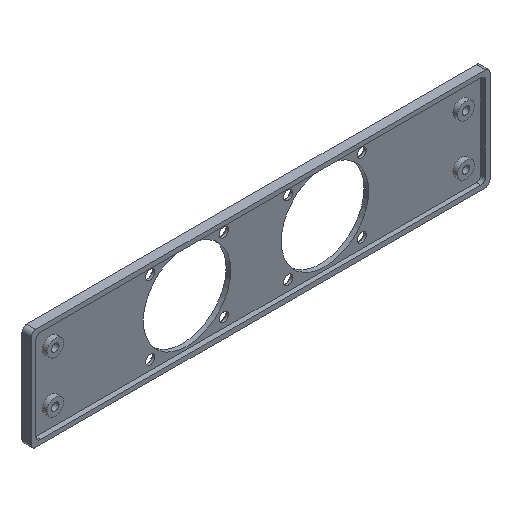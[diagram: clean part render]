
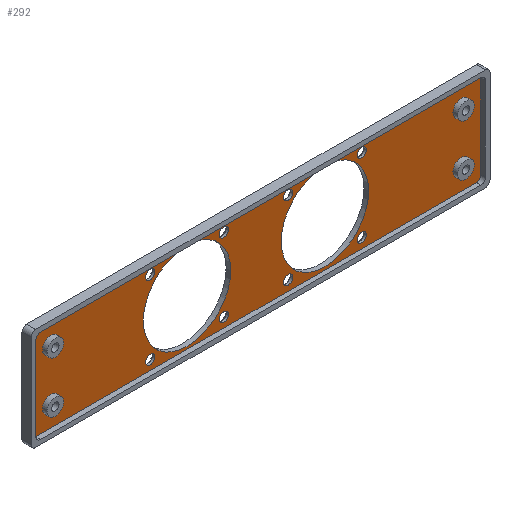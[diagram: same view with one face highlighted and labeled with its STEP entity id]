
A CAD part, isometric view. The second image highlights one B-rep face of the part: STEP entity #292.
In plain terms, the highlighted planar face has unit normal (0, -1, 0).
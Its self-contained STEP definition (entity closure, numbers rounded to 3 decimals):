
#27=CARTESIAN_POINT('',(-425.8,-78.,316.75));
#28=DIRECTION('',(0.,-1.,0.));
#29=DIRECTION('',(0.,0.,-1.));
#30=AXIS2_PLACEMENT_3D('',#27,#28,#29);
#31=PLANE('',#30);
#32=CARTESIAN_POINT('',(-456.,-78.,385.08));
#33=VERTEX_POINT('',#32);
#34=CARTESIAN_POINT('',(-458.,-78.,385.08));
#35=DIRECTION('',(0.,-1.,0.));
#36=DIRECTION('',(1.,0.,0.));
#37=AXIS2_PLACEMENT_3D('',#34,#35,#36);
#38=CIRCLE('',#37,2.);
#39=EDGE_CURVE('',#33,#33,#38,.T.);
#40=ORIENTED_EDGE('',*,*,#39,.F.);
#41=EDGE_LOOP('',(#40));
#42=FACE_BOUND('',#41,.T.);
#43=CARTESIAN_POINT('',(-396.,-78.,385.08));
#44=VERTEX_POINT('',#43);
#45=CARTESIAN_POINT('',(-398.,-78.,385.08));
#46=DIRECTION('',(0.,-1.,0.));
#47=DIRECTION('',(1.,0.,0.));
#48=AXIS2_PLACEMENT_3D('',#45,#46,#47);
#49=CIRCLE('',#48,2.);
#50=EDGE_CURVE('',#44,#44,#49,.T.);
#51=ORIENTED_EDGE('',*,*,#50,.F.);
#52=EDGE_LOOP('',(#51));
#53=FACE_BOUND('',#52,.T.);
#54=CARTESIAN_POINT('',(-424.,-78.,385.08));
#55=VERTEX_POINT('',#54);
#56=CARTESIAN_POINT('',(-426.,-78.,385.08));
#57=DIRECTION('',(0.,-1.,0.));
#58=DIRECTION('',(1.,0.,0.));
#59=AXIS2_PLACEMENT_3D('',#56,#57,#58);
#60=CIRCLE('',#59,2.);
#61=EDGE_CURVE('',#55,#55,#60,.T.);
#62=ORIENTED_EDGE('',*,*,#61,.F.);
#63=EDGE_LOOP('',(#62));
#64=FACE_BOUND('',#63,.T.);
#65=CARTESIAN_POINT('',(-456.,-78.,353.08));
#66=VERTEX_POINT('',#65);
#67=CARTESIAN_POINT('',(-458.,-78.,353.08));
#68=DIRECTION('',(0.,-1.,0.));
#69=DIRECTION('',(1.,0.,0.));
#70=AXIS2_PLACEMENT_3D('',#67,#68,#69);
#71=CIRCLE('',#70,2.);
#72=EDGE_CURVE('',#66,#66,#71,.T.);
#73=ORIENTED_EDGE('',*,*,#72,.F.);
#74=EDGE_LOOP('',(#73));
#75=FACE_BOUND('',#74,.T.);
#76=CARTESIAN_POINT('',(-364.,-78.,385.08));
#77=VERTEX_POINT('',#76);
#78=CARTESIAN_POINT('',(-366.,-78.,385.08));
#79=DIRECTION('',(0.,-1.,0.));
#80=DIRECTION('',(1.,0.,0.));
#81=AXIS2_PLACEMENT_3D('',#78,#79,#80);
#82=CIRCLE('',#81,2.);
#83=EDGE_CURVE('',#77,#77,#82,.T.);
#84=ORIENTED_EDGE('',*,*,#83,.F.);
#85=EDGE_LOOP('',(#84));
#86=FACE_BOUND('',#85,.T.);
#87=CARTESIAN_POINT('',(-424.,-78.,353.08));
#88=VERTEX_POINT('',#87);
#89=CARTESIAN_POINT('',(-426.,-78.,353.08));
#90=DIRECTION('',(0.,-1.,0.));
#91=DIRECTION('',(1.,0.,0.));
#92=AXIS2_PLACEMENT_3D('',#89,#90,#91);
#93=CIRCLE('',#92,2.);
#94=EDGE_CURVE('',#88,#88,#93,.T.);
#95=ORIENTED_EDGE('',*,*,#94,.F.);
#96=EDGE_LOOP('',(#95));
#97=FACE_BOUND('',#96,.T.);
#98=CARTESIAN_POINT('',(-364.,-78.,353.08));
#99=VERTEX_POINT('',#98);
#100=CARTESIAN_POINT('',(-366.,-78.,353.08));
#101=DIRECTION('',(0.,-1.,0.));
#102=DIRECTION('',(1.,0.,0.));
#103=AXIS2_PLACEMENT_3D('',#100,#101,#102);
#104=CIRCLE('',#103,2.);
#105=EDGE_CURVE('',#99,#99,#104,.T.);
#106=ORIENTED_EDGE('',*,*,#105,.F.);
#107=EDGE_LOOP('',(#106));
#108=FACE_BOUND('',#107,.T.);
#109=CARTESIAN_POINT('',(-396.,-78.,353.08));
#110=VERTEX_POINT('',#109);
#111=CARTESIAN_POINT('',(-398.,-78.,353.08));
#112=DIRECTION('',(0.,-1.,0.));
#113=DIRECTION('',(1.,0.,0.));
#114=AXIS2_PLACEMENT_3D('',#111,#112,#113);
#115=CIRCLE('',#114,2.);
#116=EDGE_CURVE('',#110,#110,#115,.T.);
#117=ORIENTED_EDGE('',*,*,#116,.F.);
#118=EDGE_LOOP('',(#117));
#119=FACE_BOUND('',#118,.T.);
#120=CARTESIAN_POINT('',(-423.,-78.,369.08));
#121=VERTEX_POINT('',#120);
#122=CARTESIAN_POINT('',(-442.,-78.,369.08));
#123=DIRECTION('',(0.,-1.,0.));
#124=DIRECTION('',(1.,0.,0.));
#125=AXIS2_PLACEMENT_3D('',#122,#123,#124);
#126=CIRCLE('',#125,19.);
#127=EDGE_CURVE('',#121,#121,#126,.T.);
#128=ORIENTED_EDGE('',*,*,#127,.F.);
#129=EDGE_LOOP('',(#128));
#130=FACE_BOUND('',#129,.T.);
#131=CARTESIAN_POINT('',(-363.,-78.,369.08));
#132=VERTEX_POINT('',#131);
#133=CARTESIAN_POINT('',(-382.,-78.,369.08));
#134=DIRECTION('',(0.,-1.,0.));
#135=DIRECTION('',(1.,0.,0.));
#136=AXIS2_PLACEMENT_3D('',#133,#134,#135);
#137=CIRCLE('',#136,19.);
#138=EDGE_CURVE('',#132,#132,#137,.T.);
#139=ORIENTED_EDGE('',*,*,#138,.F.);
#140=EDGE_LOOP('',(#139));
#141=FACE_BOUND('',#140,.T.);
#142=CARTESIAN_POINT('',(-509.8,-78.,387.305));
#143=VERTEX_POINT('',#142);
#144=CARTESIAN_POINT('',(-509.8,-78.,350.855));
#145=VERTEX_POINT('',#144);
#146=CARTESIAN_POINT('',(-509.8,-78.,387.305));
#147=DIRECTION('',(0.,0.,-1.));
#148=VECTOR('',#147,36.45);
#149=LINE('',#146,#148);
#150=EDGE_CURVE('',#143,#145,#149,.T.);
#151=ORIENTED_EDGE('',*,*,#150,.T.);
#152=CARTESIAN_POINT('',(-507.8,-78.,348.855));
#153=VERTEX_POINT('',#152);
#154=CARTESIAN_POINT('',(-507.8,-78.,350.855));
#155=DIRECTION('',(0.,-1.,0.));
#156=DIRECTION('',(1.,0.,0.));
#157=AXIS2_PLACEMENT_3D('',#154,#155,#156);
#158=CIRCLE('',#157,2.);
#159=EDGE_CURVE('',#145,#153,#158,.T.);
#160=ORIENTED_EDGE('',*,*,#159,.T.);
#161=CARTESIAN_POINT('',(-316.2,-78.,348.855));
#162=VERTEX_POINT('',#161);
#163=CARTESIAN_POINT('',(-507.8,-78.,348.855));
#164=DIRECTION('',(1.,0.,0.));
#165=VECTOR('',#164,191.6);
#166=LINE('',#163,#165);
#167=EDGE_CURVE('',#153,#162,#166,.T.);
#168=ORIENTED_EDGE('',*,*,#167,.T.);
#169=CARTESIAN_POINT('',(-314.2,-78.,350.855));
#170=VERTEX_POINT('',#169);
#171=CARTESIAN_POINT('',(-316.2,-78.,350.855));
#172=DIRECTION('',(-0.,1.,0.));
#173=DIRECTION('',(-1.,-0.,0.));
#174=AXIS2_PLACEMENT_3D('',#171,#172,#173);
#175=CIRCLE('',#174,2.);
#176=EDGE_CURVE('',#170,#162,#175,.T.);
#177=ORIENTED_EDGE('',*,*,#176,.F.);
#178=CARTESIAN_POINT('',(-314.2,-78.,387.305));
#179=VERTEX_POINT('',#178);
#180=CARTESIAN_POINT('',(-314.2,-78.,387.305));
#181=DIRECTION('',(0.,0.,-1.));
#182=VECTOR('',#181,36.45);
#183=LINE('',#180,#182);
#184=EDGE_CURVE('',#179,#170,#183,.T.);
#185=ORIENTED_EDGE('',*,*,#184,.F.);
#186=CARTESIAN_POINT('',(-316.2,-78.,389.305));
#187=VERTEX_POINT('',#186);
#188=CARTESIAN_POINT('',(-316.2,-78.,387.305));
#189=DIRECTION('',(-0.,1.,0.));
#190=DIRECTION('',(-1.,-0.,0.));
#191=AXIS2_PLACEMENT_3D('',#188,#189,#190);
#192=CIRCLE('',#191,2.);
#193=EDGE_CURVE('',#187,#179,#192,.T.);
#194=ORIENTED_EDGE('',*,*,#193,.F.);
#195=CARTESIAN_POINT('',(-507.8,-78.,389.305));
#196=VERTEX_POINT('',#195);
#197=CARTESIAN_POINT('',(-316.2,-78.,389.305));
#198=DIRECTION('',(-1.,-0.,0.));
#199=VECTOR('',#198,191.6);
#200=LINE('',#197,#199);
#201=EDGE_CURVE('',#187,#196,#200,.T.);
#202=ORIENTED_EDGE('',*,*,#201,.T.);
#203=CARTESIAN_POINT('',(-507.8,-78.,387.305));
#204=DIRECTION('',(0.,-1.,0.));
#205=DIRECTION('',(1.,0.,0.));
#206=AXIS2_PLACEMENT_3D('',#203,#204,#205);
#207=CIRCLE('',#206,2.);
#208=EDGE_CURVE('',#196,#143,#207,.T.);
#209=ORIENTED_EDGE('',*,*,#208,.T.);
#210=EDGE_LOOP('',(#151,#160,#168,#177,#185,#194,#202,#209));
#211=FACE_BOUND('',#210,.T.);
#212=CARTESIAN_POINT('',(-504.9,-78.,380.225));
#213=VERTEX_POINT('',#212);
#214=CARTESIAN_POINT('',(-497.7,-78.,380.225));
#215=VERTEX_POINT('',#214);
#216=CARTESIAN_POINT('',(-501.3,-78.,380.225));
#217=DIRECTION('',(0.,-1.,0.));
#218=DIRECTION('',(1.,0.,0.));
#219=AXIS2_PLACEMENT_3D('',#216,#217,#218);
#220=CIRCLE('',#219,3.6);
#221=EDGE_CURVE('',#213,#215,#220,.T.);
#222=ORIENTED_EDGE('',*,*,#221,.F.);
#223=CARTESIAN_POINT('',(-501.3,-78.,380.225));
#224=DIRECTION('',(0.,-1.,0.));
#225=DIRECTION('',(1.,0.,0.));
#226=AXIS2_PLACEMENT_3D('',#223,#224,#225);
#227=CIRCLE('',#226,3.6);
#228=EDGE_CURVE('',#215,#213,#227,.T.);
#229=ORIENTED_EDGE('',*,*,#228,.F.);
#230=EDGE_LOOP('',(#222,#229));
#231=FACE_BOUND('',#230,.T.);
#232=CARTESIAN_POINT('',(-504.9,-78.,357.975));
#233=VERTEX_POINT('',#232);
#234=CARTESIAN_POINT('',(-497.7,-78.,357.975));
#235=VERTEX_POINT('',#234);
#236=CARTESIAN_POINT('',(-501.3,-78.,357.975));
#237=DIRECTION('',(0.,-1.,0.));
#238=DIRECTION('',(1.,0.,0.));
#239=AXIS2_PLACEMENT_3D('',#236,#237,#238);
#240=CIRCLE('',#239,3.6);
#241=EDGE_CURVE('',#233,#235,#240,.T.);
#242=ORIENTED_EDGE('',*,*,#241,.F.);
#243=CARTESIAN_POINT('',(-501.3,-78.,357.975));
#244=DIRECTION('',(0.,-1.,0.));
#245=DIRECTION('',(1.,0.,0.));
#246=AXIS2_PLACEMENT_3D('',#243,#244,#245);
#247=CIRCLE('',#246,3.6);
#248=EDGE_CURVE('',#235,#233,#247,.T.);
#249=ORIENTED_EDGE('',*,*,#248,.F.);
#250=EDGE_LOOP('',(#242,#249));
#251=FACE_BOUND('',#250,.T.);
#252=CARTESIAN_POINT('',(-326.3,-78.,380.225));
#253=VERTEX_POINT('',#252);
#254=CARTESIAN_POINT('',(-319.1,-78.,380.225));
#255=VERTEX_POINT('',#254);
#256=CARTESIAN_POINT('',(-322.7,-78.,380.225));
#257=DIRECTION('',(-0.,1.,0.));
#258=DIRECTION('',(-1.,-0.,0.));
#259=AXIS2_PLACEMENT_3D('',#256,#257,#258);
#260=CIRCLE('',#259,3.6);
#261=EDGE_CURVE('',#253,#255,#260,.T.);
#262=ORIENTED_EDGE('',*,*,#261,.T.);
#263=CARTESIAN_POINT('',(-322.7,-78.,380.225));
#264=DIRECTION('',(-0.,1.,0.));
#265=DIRECTION('',(-1.,-0.,0.));
#266=AXIS2_PLACEMENT_3D('',#263,#264,#265);
#267=CIRCLE('',#266,3.6);
#268=EDGE_CURVE('',#255,#253,#267,.T.);
#269=ORIENTED_EDGE('',*,*,#268,.T.);
#270=EDGE_LOOP('',(#262,#269));
#271=FACE_BOUND('',#270,.T.);
#272=CARTESIAN_POINT('',(-326.3,-78.,357.975));
#273=VERTEX_POINT('',#272);
#274=CARTESIAN_POINT('',(-319.1,-78.,357.975));
#275=VERTEX_POINT('',#274);
#276=CARTESIAN_POINT('',(-322.7,-78.,357.975));
#277=DIRECTION('',(-0.,1.,0.));
#278=DIRECTION('',(-1.,-0.,0.));
#279=AXIS2_PLACEMENT_3D('',#276,#277,#278);
#280=CIRCLE('',#279,3.6);
#281=EDGE_CURVE('',#273,#275,#280,.T.);
#282=ORIENTED_EDGE('',*,*,#281,.T.);
#283=CARTESIAN_POINT('',(-322.7,-78.,357.975));
#284=DIRECTION('',(-0.,1.,0.));
#285=DIRECTION('',(-1.,-0.,0.));
#286=AXIS2_PLACEMENT_3D('',#283,#284,#285);
#287=CIRCLE('',#286,3.6);
#288=EDGE_CURVE('',#275,#273,#287,.T.);
#289=ORIENTED_EDGE('',*,*,#288,.T.);
#290=EDGE_LOOP('',(#282,#289));
#291=FACE_BOUND('',#290,.T.);
#292=ADVANCED_FACE('',(#42,#53,#64,#75,#86,#97,#108,#119,#130,#141,#211,#231,#251,#271,#291),#31,.T.);
